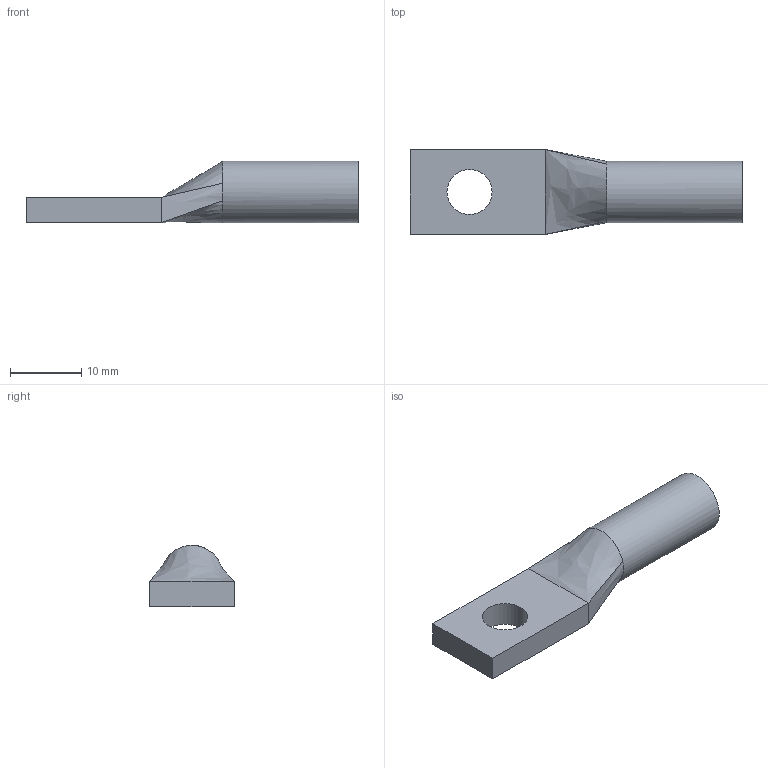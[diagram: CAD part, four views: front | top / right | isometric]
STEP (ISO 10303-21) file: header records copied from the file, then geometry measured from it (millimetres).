
FILE_DESCRIPTION(/* description */ ('Terminal Lug 6-14 ga solderless lug'),/* implementation_level */ '2;1');
FILE_NAME(/* name */ 'ELEC_Terminal Lug_YAZV6CTC14FX.ipt.stp',/* time_stamp */ '2016-01-07T16:39:32-08:00',/* author */ ('Autodesk Inc.'),/* organization */ ('Autodesk Inc.'),/* preprocessor_version */ 'ST-DEVELOPER v16.1',/* originating_system */ 'Autodesk Inventor 2016',/* authorisation */ '');
FILE_SCHEMA (('AUTOMOTIVE_DESIGN { 1 0 10303 214 3 1 1 }'));
Length unit declared in the file: inch
Products named in the file (1): ELEC_Terminal Lug_YAZV6CTC14FX
Bounding box: 46.74 x 11.94 x 8.63 mm (x, y, z)
Volume: 1469.5 mm3; surface area: 1900.4 mm2
Topology: 1 solids, 1 shells, 14 faces, 36 edges, 25 vertices
Faces by surface type: plane 7, bspline 4, cylinder 3
Full cylindrical faces by diameter (mm): 6.35 x1, 7.212 x1, 8.636 x1
Entity records: 647 total; most frequent: CARTESIAN_POINT 287, DIRECTION 67, ORIENTED_EDGE 64, EDGE_CURVE 32, VERTEX_POINT 24, AXIS2_PLACEMENT_3D 24, EDGE_LOOP 20, LINE 19
